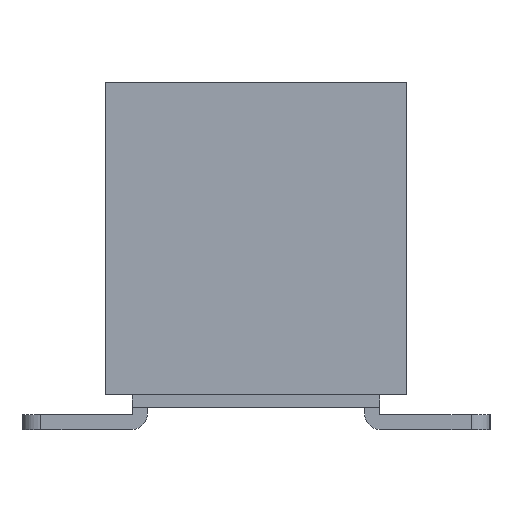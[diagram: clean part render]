
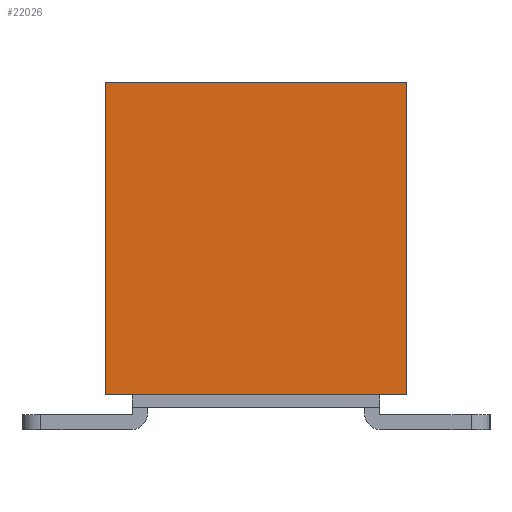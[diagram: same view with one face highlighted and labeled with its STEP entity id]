
A CAD part, front view. The second image highlights one B-rep face of the part: STEP entity #22026.
In plain terms, the highlighted face is planar.
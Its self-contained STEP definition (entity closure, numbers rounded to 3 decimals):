
#2864=LINE('',#37492,#5268);
#2868=LINE('',#37501,#5272);
#2874=LINE('',#37513,#5278);
#2875=LINE('',#37514,#5279);
#5268=VECTOR('',#29934,1000.);
#5272=VECTOR('',#29940,1000.);
#5278=VECTOR('',#29950,1000.);
#5279=VECTOR('',#29951,1000.);
#11401=ORIENTED_EDGE('',*,*,#14874,.F.);
#11402=ORIENTED_EDGE('',*,*,#14884,.F.);
#11403=ORIENTED_EDGE('',*,*,#14878,.T.);
#11404=ORIENTED_EDGE('',*,*,#14885,.T.);
#14874=EDGE_CURVE('',#16980,#16981,#2864,.T.);
#14878=EDGE_CURVE('',#16984,#16985,#2868,.T.);
#14884=EDGE_CURVE('',#16984,#16980,#2874,.T.);
#14885=EDGE_CURVE('',#16985,#16981,#2875,.T.);
#16980=VERTEX_POINT('',#37493);
#16981=VERTEX_POINT('',#37494);
#16984=VERTEX_POINT('',#37502);
#16985=VERTEX_POINT('',#37503);
#18799=EDGE_LOOP('',(#11401,#11402,#11403,#11404));
#20015=FACE_BOUND('',#18799,.T.);
#20839=PLANE('',#23999);
#22026=ADVANCED_FACE('',(#20015),#20839,.T.);
#23999=AXIS2_PLACEMENT_3D('',#37512,#29948,#29949);
#29934=DIRECTION('',(0.,0.,1.));
#29940=DIRECTION('',(0.,0.,1.));
#29948=DIRECTION('',(-1.,0.,0.));
#29949=DIRECTION('',(0.,0.,1.));
#29950=DIRECTION('',(0.,1.,0.));
#29951=DIRECTION('',(0.,1.,0.));
#37492=CARTESIAN_POINT('',(-7.25,2.,-2.07));
#37493=CARTESIAN_POINT('',(-7.25,2.,-2.07));
#37494=CARTESIAN_POINT('',(-7.25,2.,2.07));
#37501=CARTESIAN_POINT('',(-7.25,-2.,-2.07));
#37502=CARTESIAN_POINT('',(-7.25,-2.,-2.07));
#37503=CARTESIAN_POINT('',(-7.25,-2.,2.07));
#37512=CARTESIAN_POINT('',(-7.25,-2.,-2.07));
#37513=CARTESIAN_POINT('',(-7.25,-2.,-2.07));
#37514=CARTESIAN_POINT('',(-7.25,-2.,2.07));
